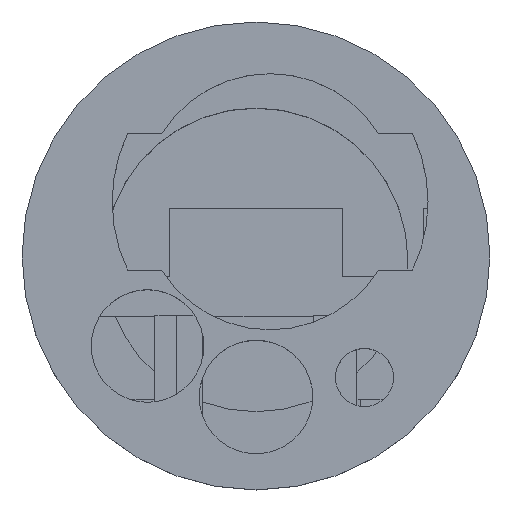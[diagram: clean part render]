
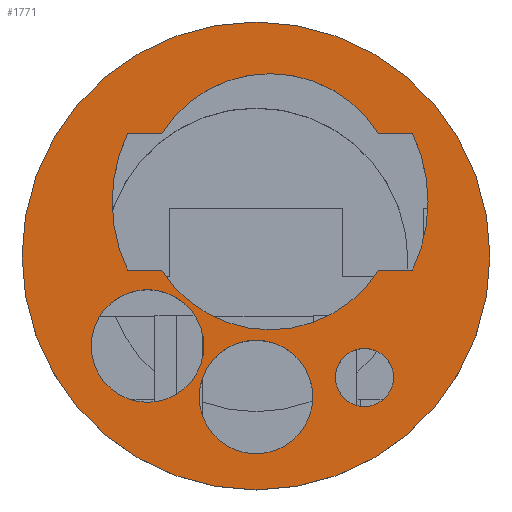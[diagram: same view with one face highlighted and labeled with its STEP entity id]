
A CAD part, top view. The second image highlights one B-rep face of the part: STEP entity #1771.
In plain terms, the highlighted planar face has unit normal (0, 0, 1).
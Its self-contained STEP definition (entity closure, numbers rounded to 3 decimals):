
#29=FACE_BOUND('',#211,.T.);
#30=FACE_BOUND('',#212,.T.);
#31=FACE_BOUND('',#213,.T.);
#32=FACE_BOUND('',#214,.T.);
#104=FACE_OUTER_BOUND('',#210,.T.);
#210=EDGE_LOOP('',(#1391));
#211=EDGE_LOOP('',(#1392));
#212=EDGE_LOOP('',(#1393,#1394,#1395,#1396,#1397,#1398,#1399,#1400));
#213=EDGE_LOOP('',(#1401));
#214=EDGE_LOOP('',(#1402));
#306=LINE('',#2622,#493);
#390=LINE('',#2849,#577);
#393=LINE('',#2863,#580);
#394=LINE('',#2864,#581);
#493=VECTOR('',#2083,10.);
#577=VECTOR('',#2297,10.);
#580=VECTOR('',#2312,10.);
#581=VECTOR('',#2313,10.);
#668=CIRCLE('',#1864,18.5);
#670=CIRCLE('',#1867,15.);
#692=CIRCLE('',#1916,6.6);
#694=CIRCLE('',#1919,3.4);
#696=CIRCLE('',#1922,6.65);
#698=CIRCLE('',#1925,18.5);
#701=CIRCLE('',#1931,27.4);
#702=CIRCLE('',#1932,15.);
#765=VERTEX_POINT('',#2619);
#766=VERTEX_POINT('',#2621);
#769=VERTEX_POINT('',#2629);
#773=VERTEX_POINT('',#2638);
#774=VERTEX_POINT('',#2640);
#835=VERTEX_POINT('',#2822);
#837=VERTEX_POINT('',#2828);
#839=VERTEX_POINT('',#2834);
#840=VERTEX_POINT('',#2838);
#843=VERTEX_POINT('',#2843);
#848=VERTEX_POINT('',#2859);
#849=VERTEX_POINT('',#2861);
#937=EDGE_CURVE('',#766,#765,#306,.T.);
#943=EDGE_CURVE('',#769,#766,#668,.T.);
#946=EDGE_CURVE('',#774,#773,#670,.T.);
#1041=EDGE_CURVE('',#835,#835,#692,.T.);
#1044=EDGE_CURVE('',#837,#837,#694,.T.);
#1047=EDGE_CURVE('',#839,#839,#696,.T.);
#1051=EDGE_CURVE('',#840,#843,#698,.T.);
#1053=EDGE_CURVE('',#843,#774,#390,.T.);
#1058=EDGE_CURVE('',#848,#848,#701,.T.);
#1059=EDGE_CURVE('',#765,#849,#702,.T.);
#1060=EDGE_CURVE('',#849,#840,#393,.T.);
#1061=EDGE_CURVE('',#773,#769,#394,.T.);
#1391=ORIENTED_EDGE('',*,*,#1058,.F.);
#1392=ORIENTED_EDGE('',*,*,#1041,.T.);
#1393=ORIENTED_EDGE('',*,*,#937,.T.);
#1394=ORIENTED_EDGE('',*,*,#1059,.T.);
#1395=ORIENTED_EDGE('',*,*,#1060,.T.);
#1396=ORIENTED_EDGE('',*,*,#1051,.T.);
#1397=ORIENTED_EDGE('',*,*,#1053,.T.);
#1398=ORIENTED_EDGE('',*,*,#946,.T.);
#1399=ORIENTED_EDGE('',*,*,#1061,.T.);
#1400=ORIENTED_EDGE('',*,*,#943,.T.);
#1401=ORIENTED_EDGE('',*,*,#1047,.T.);
#1402=ORIENTED_EDGE('',*,*,#1044,.T.);
#1687=PLANE('',#1930);
#1771=ADVANCED_FACE('',(#104,#29,#30,#31,#32),#1687,.T.);
#1864=AXIS2_PLACEMENT_3D('',#2633,#2092,#2093);
#1867=AXIS2_PLACEMENT_3D('',#2641,#2099,#2100);
#1916=AXIS2_PLACEMENT_3D('',#2824,#2270,#2271);
#1919=AXIS2_PLACEMENT_3D('',#2830,#2277,#2278);
#1922=AXIS2_PLACEMENT_3D('',#2836,#2284,#2285);
#1925=AXIS2_PLACEMENT_3D('',#2845,#2292,#2293);
#1930=AXIS2_PLACEMENT_3D('',#2858,#2306,#2307);
#1931=AXIS2_PLACEMENT_3D('',#2860,#2308,#2309);
#1932=AXIS2_PLACEMENT_3D('',#2862,#2310,#2311);
#2083=DIRECTION('',(1.,0.,0.));
#2092=DIRECTION('center_axis',(0.,0.,-1.));
#2093=DIRECTION('ref_axis',(0.902,-0.432,0.));
#2099=DIRECTION('center_axis',(0.,0.,-1.));
#2100=DIRECTION('ref_axis',(0.846,0.533,0.));
#2270=DIRECTION('center_axis',(0.,0.,-1.));
#2271=DIRECTION('ref_axis',(-1.,0.,0.));
#2277=DIRECTION('center_axis',(0.,0.,-1.));
#2278=DIRECTION('ref_axis',(-1.,0.,0.));
#2284=DIRECTION('center_axis',(0.,0.,-1.));
#2285=DIRECTION('ref_axis',(-1.,0.,0.));
#2292=DIRECTION('center_axis',(0.,0.,-1.));
#2293=DIRECTION('ref_axis',(-0.902,0.432,0.));
#2297=DIRECTION('',(-1.,0.,0.));
#2306=DIRECTION('center_axis',(0.,0.,1.));
#2307=DIRECTION('ref_axis',(1.,0.,0.));
#2308=DIRECTION('center_axis',(0.,0.,-1.));
#2309=DIRECTION('ref_axis',(-1.,0.,0.));
#2310=DIRECTION('center_axis',(0.,0.,-1.));
#2311=DIRECTION('ref_axis',(-0.846,-0.533,0.));
#2312=DIRECTION('',(1.,0.,0.));
#2313=DIRECTION('',(-1.,0.,0.));
#2619=CARTESIAN_POINT('',(-11.038,14.35,0.));
#2621=CARTESIAN_POINT('',(-15.03,14.35,0.));
#2622=CARTESIAN_POINT('',(-15.03,14.35,0.));
#2629=CARTESIAN_POINT('',(-15.03,-1.65,0.));
#2633=CARTESIAN_POINT('Origin',(1.651,6.35,0.));
#2638=CARTESIAN_POINT('',(-11.038,-1.65,0.));
#2640=CARTESIAN_POINT('',(14.34,-1.65,0.));
#2641=CARTESIAN_POINT('Origin',(1.651,6.35,0.));
#2822=CARTESIAN_POINT('',(-6.1,-10.541,0.));
#2824=CARTESIAN_POINT('Origin',(-12.7,-10.541,0.));
#2828=CARTESIAN_POINT('',(16.1,-14.224,0.));
#2830=CARTESIAN_POINT('Origin',(12.7,-14.224,0.));
#2834=CARTESIAN_POINT('',(6.65,-16.51,0.));
#2836=CARTESIAN_POINT('Origin',(0.,-16.51,0.));
#2838=CARTESIAN_POINT('',(18.332,14.35,0.));
#2843=CARTESIAN_POINT('',(18.332,-1.65,0.));
#2845=CARTESIAN_POINT('Origin',(1.651,6.35,0.));
#2849=CARTESIAN_POINT('',(18.332,-1.65,0.));
#2858=CARTESIAN_POINT('Origin',(0.,0.,0.));
#2859=CARTESIAN_POINT('',(27.4,0.,0.));
#2860=CARTESIAN_POINT('Origin',(0.,0.,0.));
#2861=CARTESIAN_POINT('',(14.34,14.35,0.));
#2862=CARTESIAN_POINT('Origin',(1.651,6.35,0.));
#2863=CARTESIAN_POINT('',(14.34,14.35,0.));
#2864=CARTESIAN_POINT('',(-11.038,-1.65,0.));
